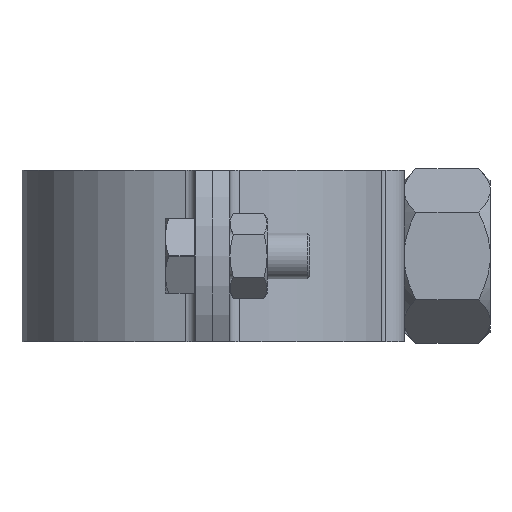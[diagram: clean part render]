
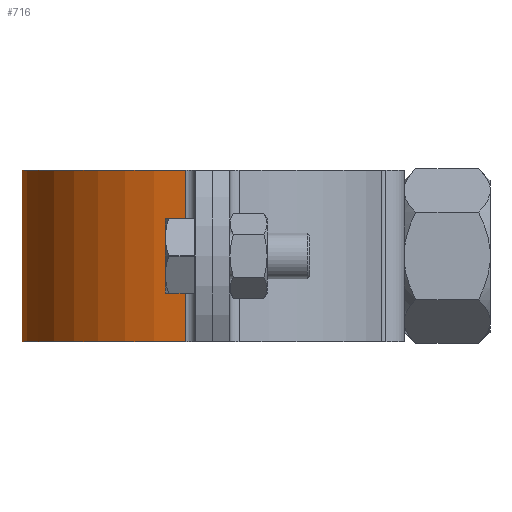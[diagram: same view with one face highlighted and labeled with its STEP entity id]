
A CAD part, left-side view. The second image highlights one B-rep face of the part: STEP entity #716.
In plain terms, the highlighted cylindrical face has radius 33.5 mm (diameter 67 mm), a partial arc.
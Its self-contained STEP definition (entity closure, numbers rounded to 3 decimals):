
#36 = CARTESIAN_POINT ( 'NONE',  ( 33.166, 4.718, 15. ) ) ;
#106 = DIRECTION ( 'NONE',  ( 1., 0., 0. ) ) ;
#279 = ORIENTED_EDGE ( 'NONE', *, *, #7108, .T. ) ;
#441 = AXIS2_PLACEMENT_3D ( 'NONE', #2972, #1093, #5730 ) ;
#706 = ORIENTED_EDGE ( 'NONE', *, *, #3973, .T. ) ;
#716 = ADVANCED_FACE ( 'NONE', ( #5091 ), #7575, .T. ) ;
#784 = VERTEX_POINT ( 'NONE', #6269 ) ;
#897 = CARTESIAN_POINT ( 'NONE',  ( -33.166, 4.718, -15. ) ) ;
#998 = DIRECTION ( 'NONE',  ( 0., 0., 1. ) ) ;
#1093 = DIRECTION ( 'NONE',  ( 0., 0., 1. ) ) ;
#1164 = CARTESIAN_POINT ( 'NONE',  ( 33.166, 4.718, -15. ) ) ;
#1248 = LINE ( 'NONE', #3002, #3753 ) ;
#1483 = EDGE_CURVE ( 'NONE', #7400, #784, #3035, .T. ) ;
#1884 = DIRECTION ( 'NONE',  ( 0., 0., -1. ) ) ;
#2210 = CARTESIAN_POINT ( 'NONE',  ( 0., 0., -15. ) ) ;
#2501 = ORIENTED_EDGE ( 'NONE', *, *, #7349, .F. ) ;
#2825 = AXIS2_PLACEMENT_3D ( 'NONE', #2210, #998, #3449 ) ;
#2972 = CARTESIAN_POINT ( 'NONE',  ( 0., 0., 15. ) ) ;
#3002 = CARTESIAN_POINT ( 'NONE',  ( -33.166, 4.718, 15. ) ) ;
#3006 = VERTEX_POINT ( 'NONE', #1164 ) ;
#3035 = CIRCLE ( 'NONE', #441, 33.5 ) ;
#3449 = DIRECTION ( 'NONE',  ( -1., 0., 0. ) ) ;
#3753 = VECTOR ( 'NONE', #7388, 1000. ) ;
#3849 = CARTESIAN_POINT ( 'NONE',  ( 33.166, 4.718, 15. ) ) ;
#3911 = CARTESIAN_POINT ( 'NONE',  ( 0., 0., 15. ) ) ;
#3973 = EDGE_CURVE ( 'NONE', #3006, #4644, #4271, .T. ) ;
#4006 = LINE ( 'NONE', #3849, #6480 ) ;
#4271 = CIRCLE ( 'NONE', #2825, 33.5 ) ;
#4644 = VERTEX_POINT ( 'NONE', #897 ) ;
#4849 = AXIS2_PLACEMENT_3D ( 'NONE', #3911, #1884, #106 ) ;
#5091 = FACE_OUTER_BOUND ( 'NONE', #7773, .T. ) ;
#5730 = DIRECTION ( 'NONE',  ( -1., 0., 0. ) ) ;
#6269 = CARTESIAN_POINT ( 'NONE',  ( -33.166, 4.718, 15. ) ) ;
#6480 = VECTOR ( 'NONE', #6492, 1000. ) ;
#6492 = DIRECTION ( 'NONE',  ( 0., 0., -1. ) ) ;
#7108 = EDGE_CURVE ( 'NONE', #7400, #3006, #4006, .T. ) ;
#7164 = ORIENTED_EDGE ( 'NONE', *, *, #1483, .F. ) ;
#7349 = EDGE_CURVE ( 'NONE', #784, #4644, #1248, .T. ) ;
#7388 = DIRECTION ( 'NONE',  ( 0., 0., -1. ) ) ;
#7400 = VERTEX_POINT ( 'NONE', #36 ) ;
#7575 = CYLINDRICAL_SURFACE ( 'NONE', #4849, 33.5 ) ;
#7773 = EDGE_LOOP ( 'NONE', ( #706, #2501, #7164, #279 ) ) ;
